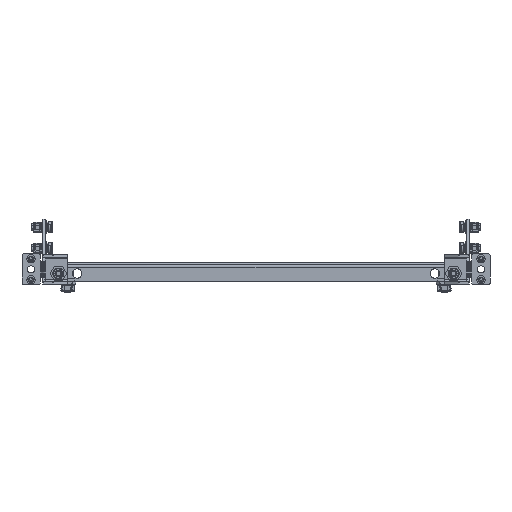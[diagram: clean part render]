
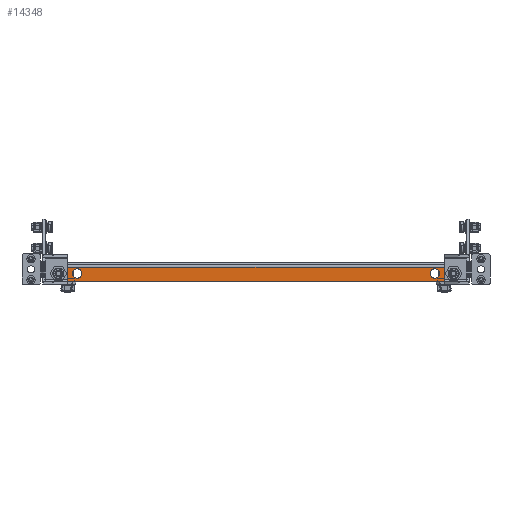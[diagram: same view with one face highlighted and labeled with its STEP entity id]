
A CAD part, front view. The second image highlights one B-rep face of the part: STEP entity #14348.
In plain terms, the highlighted planar face has unit normal (0, -1, 0).
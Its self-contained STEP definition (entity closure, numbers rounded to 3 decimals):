
#43 = DIRECTION ( 'NONE',  ( 0., -1., 0. ) ) ;
#168 = VERTEX_POINT ( 'NONE', #2579 ) ;
#271 = PLANE ( 'NONE',  #3775 ) ;
#299 = VERTEX_POINT ( 'NONE', #10993 ) ;
#532 = VERTEX_POINT ( 'NONE', #19649 ) ;
#666 = CIRCLE ( 'NONE', #14409, 5.5 ) ;
#940 = EDGE_CURVE ( 'NONE', #4372, #168, #3390, .T. ) ;
#1033 = EDGE_LOOP ( 'NONE', ( #16493, #15049, #1530, #10892, #4985, #18912 ) ) ;
#1051 = EDGE_LOOP ( 'NONE', ( #13419, #7446 ) ) ;
#1267 = CARTESIAN_POINT ( 'NONE',  ( -246.146, -1048., -15. ) ) ;
#1358 = VERTEX_POINT ( 'NONE', #19955 ) ;
#1492 = AXIS2_PLACEMENT_3D ( 'NONE', #17244, #20626, #12598 ) ;
#1530 = ORIENTED_EDGE ( 'NONE', *, *, #20726, .F. ) ;
#1604 = FACE_BOUND ( 'NONE', #20694, .T. ) ;
#1697 = DIRECTION ( 'NONE',  ( 0., 0., -1. ) ) ;
#1954 = DIRECTION ( 'NONE',  ( 1., 0., 0. ) ) ;
#2334 = FACE_OUTER_BOUND ( 'NONE', #1033, .T. ) ;
#2361 = DIRECTION ( 'NONE',  ( 0., -1., 0. ) ) ;
#2512 = ORIENTED_EDGE ( 'NONE', *, *, #5113, .T. ) ;
#2579 = CARTESIAN_POINT ( 'NONE',  ( -212.5, -1048., -5. ) ) ;
#2747 = VERTEX_POINT ( 'NONE', #4898 ) ;
#2782 = DIRECTION ( 'NONE',  ( 0., 0., -1. ) ) ;
#3104 = EDGE_CURVE ( 'NONE', #18522, #6201, #5081, .T. ) ;
#3357 = FACE_BOUND ( 'NONE', #16307, .T. ) ;
#3390 = CIRCLE ( 'NONE', #19758, 5.5 ) ;
#3724 = DIRECTION ( 'NONE',  ( 0., 0., -1. ) ) ;
#3775 = AXIS2_PLACEMENT_3D ( 'NONE', #9842, #11707, #6890 ) ;
#4073 = EDGE_CURVE ( 'NONE', #7775, #532, #21042, .T. ) ;
#4151 = DIRECTION ( 'NONE',  ( 0., 1., 0. ) ) ;
#4289 = EDGE_CURVE ( 'NONE', #299, #19317, #16975, .T. ) ;
#4372 = VERTEX_POINT ( 'NONE', #8035 ) ;
#4390 = ORIENTED_EDGE ( 'NONE', *, *, #11075, .T. ) ;
#4898 = CARTESIAN_POINT ( 'NONE',  ( 212.5, -1048., -16. ) ) ;
#4985 = ORIENTED_EDGE ( 'NONE', *, *, #4289, .T. ) ;
#5000 = CARTESIAN_POINT ( 'NONE',  ( 241.146, -1048., -20. ) ) ;
#5081 = CIRCLE ( 'NONE', #1492, 5.5 ) ;
#5113 = EDGE_CURVE ( 'NONE', #6201, #18522, #666, .T. ) ;
#5377 = LINE ( 'NONE', #14110, #10163 ) ;
#6193 = DIRECTION ( 'NONE',  ( 0., 0., -1. ) ) ;
#6201 = VERTEX_POINT ( 'NONE', #20100 ) ;
#6328 = CARTESIAN_POINT ( 'NONE',  ( 212.5, -1048., -10.5 ) ) ;
#6396 = CARTESIAN_POINT ( 'NONE',  ( -235., -1048., -5. ) ) ;
#6452 = VERTEX_POINT ( 'NONE', #17491 ) ;
#6582 = ORIENTED_EDGE ( 'NONE', *, *, #3104, .T. ) ;
#6890 = DIRECTION ( 'NONE',  ( 0., 0., 1. ) ) ;
#6909 = DIRECTION ( 'NONE',  ( 0., -1., 0. ) ) ;
#6978 = DIRECTION ( 'NONE',  ( 0., 0., 1. ) ) ;
#7195 = ORIENTED_EDGE ( 'NONE', *, *, #16992, .T. ) ;
#7212 = VECTOR ( 'NONE', #3724, 1000. ) ;
#7256 = AXIS2_PLACEMENT_3D ( 'NONE', #16989, #4151, #15475 ) ;
#7446 = ORIENTED_EDGE ( 'NONE', *, *, #4073, .F. ) ;
#7472 = CIRCLE ( 'NONE', #12751, 5.5 ) ;
#7775 = VERTEX_POINT ( 'NONE', #6396 ) ;
#7841 = CIRCLE ( 'NONE', #7256, 5.5 ) ;
#8035 = CARTESIAN_POINT ( 'NONE',  ( -212.5, -1048., -16. ) ) ;
#8324 = CARTESIAN_POINT ( 'NONE',  ( 246.146, -1048., 0. ) ) ;
#8621 = EDGE_CURVE ( 'NONE', #13733, #1358, #17956, .T. ) ;
#8848 = VECTOR ( 'NONE', #2782, 1000. ) ;
#8960 = CARTESIAN_POINT ( 'NONE',  ( -241.146, -1048., -15. ) ) ;
#9842 = CARTESIAN_POINT ( 'NONE',  ( -249.5, -1048., 0. ) ) ;
#9880 = AXIS2_PLACEMENT_3D ( 'NONE', #11723, #6909, #13432 ) ;
#10163 = VECTOR ( 'NONE', #15522, 1000. ) ;
#10185 = FACE_BOUND ( 'NONE', #1051, .T. ) ;
#10386 = CARTESIAN_POINT ( 'NONE',  ( -235., -1048., -10.5 ) ) ;
#10514 = DIRECTION ( 'NONE',  ( 0., 1., 0. ) ) ;
#10767 = ORIENTED_EDGE ( 'NONE', *, *, #12992, .F. ) ;
#10892 = ORIENTED_EDGE ( 'NONE', *, *, #16405, .F. ) ;
#10993 = CARTESIAN_POINT ( 'NONE',  ( -246.146, -1048., -3.3 ) ) ;
#11075 = EDGE_CURVE ( 'NONE', #2747, #14620, #7841, .T. ) ;
#11261 = DIRECTION ( 'NONE',  ( 0., -1., 0. ) ) ;
#11496 = CIRCLE ( 'NONE', #16782, 5.5 ) ;
#11707 = DIRECTION ( 'NONE',  ( 0., 1., 0. ) ) ;
#11723 = CARTESIAN_POINT ( 'NONE',  ( -235., -1048., -10.5 ) ) ;
#12598 = DIRECTION ( 'NONE',  ( 0., 0., -1. ) ) ;
#12605 = CARTESIAN_POINT ( 'NONE',  ( 235., -1048., -16. ) ) ;
#12751 = AXIS2_PLACEMENT_3D ( 'NONE', #6328, #15958, #6193 ) ;
#12768 = CIRCLE ( 'NONE', #20952, 5. ) ;
#12802 = VECTOR ( 'NONE', #1954, 1000. ) ;
#12992 = EDGE_CURVE ( 'NONE', #168, #4372, #11496, .T. ) ;
#13054 = LINE ( 'NONE', #19604, #12802 ) ;
#13419 = ORIENTED_EDGE ( 'NONE', *, *, #14089, .F. ) ;
#13432 = DIRECTION ( 'NONE',  ( 0., 0., -1. ) ) ;
#13517 = FACE_BOUND ( 'NONE', #14149, .T. ) ;
#13666 = CARTESIAN_POINT ( 'NONE',  ( 235., -1048., -10.5 ) ) ;
#13711 = DIRECTION ( 'NONE',  ( 0., 0., 1. ) ) ;
#13733 = VERTEX_POINT ( 'NONE', #5000 ) ;
#14031 = CARTESIAN_POINT ( 'NONE',  ( 212.5, -1048., -5. ) ) ;
#14089 = EDGE_CURVE ( 'NONE', #532, #7775, #18865, .T. ) ;
#14110 = CARTESIAN_POINT ( 'NONE',  ( -249.5, -1048., -20. ) ) ;
#14149 = EDGE_LOOP ( 'NONE', ( #6582, #2512 ) ) ;
#14348 = ADVANCED_FACE ( 'NONE', ( #13517, #1604, #10185, #3357, #2334 ), #271, .F. ) ;
#14409 = AXIS2_PLACEMENT_3D ( 'NONE', #13666, #10514, #19126 ) ;
#14447 = CARTESIAN_POINT ( 'NONE',  ( -212.5, -1048., -10.5 ) ) ;
#14508 = DIRECTION ( 'NONE',  ( 0., 0., -1. ) ) ;
#14553 = ORIENTED_EDGE ( 'NONE', *, *, #940, .F. ) ;
#14574 = EDGE_CURVE ( 'NONE', #6452, #13733, #5377, .T. ) ;
#14620 = VERTEX_POINT ( 'NONE', #14031 ) ;
#14653 = CARTESIAN_POINT ( 'NONE',  ( -212.5, -1048., -10.5 ) ) ;
#14891 = CARTESIAN_POINT ( 'NONE',  ( 241.146, -1048., -15. ) ) ;
#15049 = ORIENTED_EDGE ( 'NONE', *, *, #8621, .T. ) ;
#15475 = DIRECTION ( 'NONE',  ( 0., 0., -1. ) ) ;
#15522 = DIRECTION ( 'NONE',  ( 1., 0., 0. ) ) ;
#15958 = DIRECTION ( 'NONE',  ( 0., 1., 0. ) ) ;
#16307 = EDGE_LOOP ( 'NONE', ( #14553, #10767 ) ) ;
#16405 = EDGE_CURVE ( 'NONE', #299, #18574, #13054, .T. ) ;
#16493 = ORIENTED_EDGE ( 'NONE', *, *, #14574, .T. ) ;
#16782 = AXIS2_PLACEMENT_3D ( 'NONE', #14653, #43, #1697 ) ;
#16975 = LINE ( 'NONE', #18822, #8848 ) ;
#16989 = CARTESIAN_POINT ( 'NONE',  ( 212.5, -1048., -10.5 ) ) ;
#16992 = EDGE_CURVE ( 'NONE', #14620, #2747, #7472, .T. ) ;
#17234 = AXIS2_PLACEMENT_3D ( 'NONE', #10386, #17398, #20253 ) ;
#17244 = CARTESIAN_POINT ( 'NONE',  ( 235., -1048., -10.5 ) ) ;
#17398 = DIRECTION ( 'NONE',  ( 0., -1., 0. ) ) ;
#17491 = CARTESIAN_POINT ( 'NONE',  ( -241.146, -1048., -20. ) ) ;
#17699 = EDGE_CURVE ( 'NONE', #19317, #6452, #12768, .T. ) ;
#17956 = CIRCLE ( 'NONE', #18226, 5. ) ;
#18079 = LINE ( 'NONE', #8324, #7212 ) ;
#18226 = AXIS2_PLACEMENT_3D ( 'NONE', #14891, #19724, #6978 ) ;
#18522 = VERTEX_POINT ( 'NONE', #12605 ) ;
#18574 = VERTEX_POINT ( 'NONE', #20995 ) ;
#18822 = CARTESIAN_POINT ( 'NONE',  ( -246.146, -1048., 0. ) ) ;
#18865 = CIRCLE ( 'NONE', #17234, 5.5 ) ;
#18912 = ORIENTED_EDGE ( 'NONE', *, *, #17699, .T. ) ;
#19126 = DIRECTION ( 'NONE',  ( 0., 0., -1. ) ) ;
#19317 = VERTEX_POINT ( 'NONE', #1267 ) ;
#19604 = CARTESIAN_POINT ( 'NONE',  ( 249.5, -1048., -3.3 ) ) ;
#19649 = CARTESIAN_POINT ( 'NONE',  ( -235., -1048., -16. ) ) ;
#19724 = DIRECTION ( 'NONE',  ( 0., -1., 0. ) ) ;
#19758 = AXIS2_PLACEMENT_3D ( 'NONE', #14447, #11261, #14508 ) ;
#19955 = CARTESIAN_POINT ( 'NONE',  ( 246.146, -1048., -15. ) ) ;
#20100 = CARTESIAN_POINT ( 'NONE',  ( 235., -1048., -5. ) ) ;
#20253 = DIRECTION ( 'NONE',  ( 0., 0., -1. ) ) ;
#20626 = DIRECTION ( 'NONE',  ( 0., 1., 0. ) ) ;
#20694 = EDGE_LOOP ( 'NONE', ( #4390, #7195 ) ) ;
#20726 = EDGE_CURVE ( 'NONE', #18574, #1358, #18079, .T. ) ;
#20952 = AXIS2_PLACEMENT_3D ( 'NONE', #8960, #2361, #13711 ) ;
#20995 = CARTESIAN_POINT ( 'NONE',  ( 246.146, -1048., -3.3 ) ) ;
#21042 = CIRCLE ( 'NONE', #9880, 5.5 ) ;
